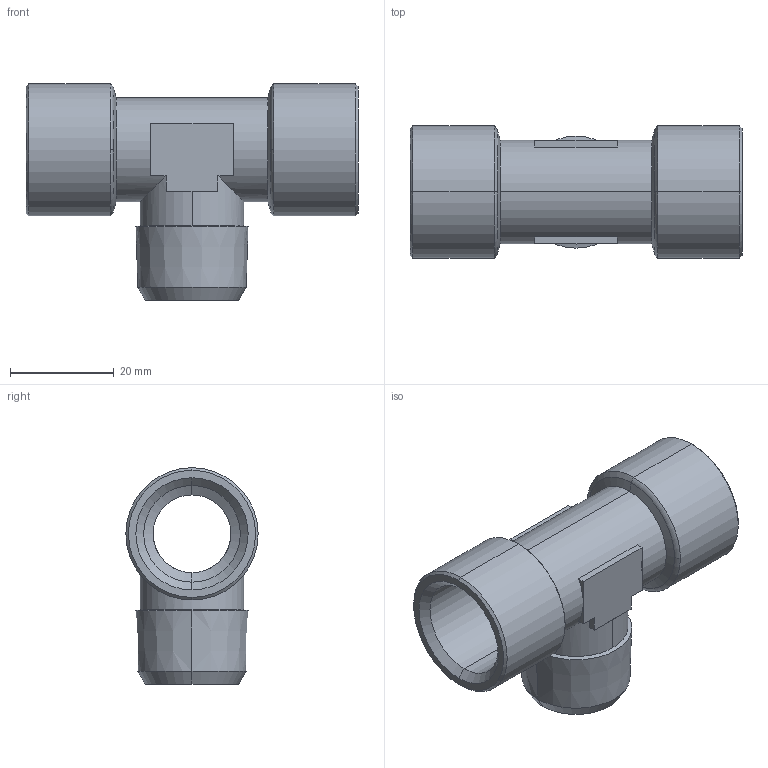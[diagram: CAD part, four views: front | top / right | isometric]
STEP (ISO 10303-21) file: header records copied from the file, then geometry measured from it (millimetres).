
FILE_DESCRIPTION (( 'STEP AP214' ), '1' );
FILE_NAME ('DRF.FMF04.STEP', '2018-09-03T09:39:51', ( '' ), ( '' ), 'SwSTEP 2.0', 'SolidWorks 2018', '' );
FILE_SCHEMA (( 'AUTOMOTIVE_DESIGN' ));
Length unit declared in the file: millimetre
Products named in the file (1): DRF.FMF04
Bounding box: 64 x 25.5 x 41.75 mm (x, y, z)
Volume: 15336.7 mm3; surface area: 10885.8 mm2
Topology: 1 solids, 1 shells, 73 faces, 170 edges, 98 vertices
Faces by surface type: plane 27, cone 24, cylinder 16, torus 4, bspline 2
Entity records: 2136 total; most frequent: CARTESIAN_POINT 420, DIRECTION 378, ORIENTED_EDGE 340, EDGE_CURVE 170, AXIS2_PLACEMENT_3D 144, VERTEX_POINT 98, VECTOR 90, LINE 90
